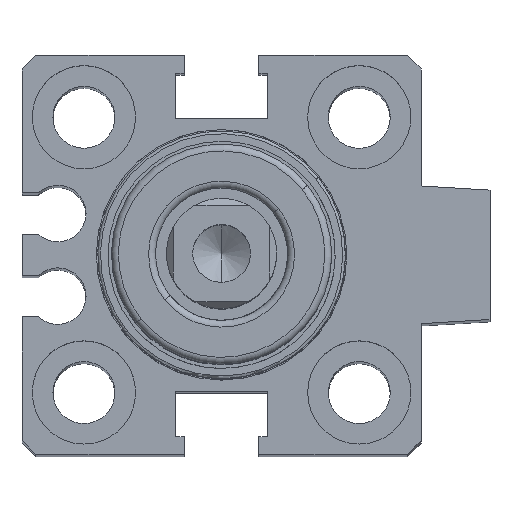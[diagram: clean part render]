
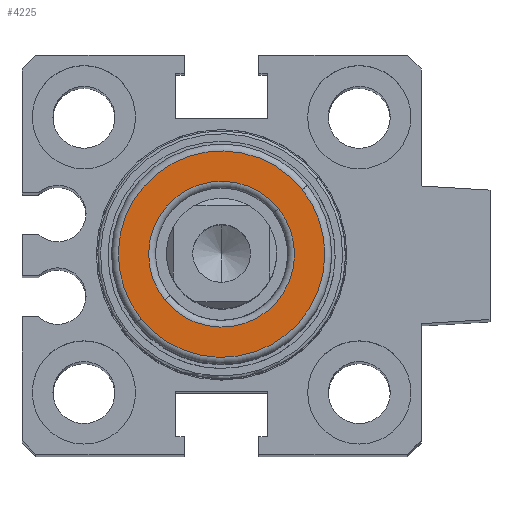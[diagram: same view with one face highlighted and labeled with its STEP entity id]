
A CAD part, top view. The second image highlights one B-rep face of the part: STEP entity #4225.
In plain terms, the highlighted planar face has unit normal (0, 0, 1).
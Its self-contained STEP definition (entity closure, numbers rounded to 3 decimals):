
#4143=AXIS2_PLACEMENT_3D('Circle Axis2P3D',#4141,#4142,$) ;
#4181=AXIS2_PLACEMENT_3D('Circle Axis2P3D',#4179,#4180,$) ;
#4201=AXIS2_PLACEMENT_3D('Plane Axis2P3D',#4198,#4199,#4200) ;
#4209=AXIS2_PLACEMENT_3D('Circle Axis2P3D',#4207,#4208,$) ;
#4218=AXIS2_PLACEMENT_3D('Circle Axis2P3D',#4216,#4217,$) ;
#4141=CARTESIAN_POINT('Axis2P3D Location',(0.,0.,27.25)) ;
#4145=CARTESIAN_POINT('Vertex',(5.855,4.687,27.25)) ;
#4147=CARTESIAN_POINT('Vertex',(-5.855,-4.687,27.25)) ;
#4179=CARTESIAN_POINT('Axis2P3D Location',(0.,0.,27.25)) ;
#4198=CARTESIAN_POINT('Axis2P3D Location',(-4.999,6.246,27.25)) ;
#4207=CARTESIAN_POINT('Axis2P3D Location',(0.,0.,27.25)) ;
#4211=CARTESIAN_POINT('Vertex',(-4.138,-3.312,27.25)) ;
#4213=CARTESIAN_POINT('Vertex',(4.138,3.312,27.25)) ;
#4216=CARTESIAN_POINT('Axis2P3D Location',(0.,0.,27.25)) ;
#4142=DIRECTION('Axis2P3D Direction',(0.,0.,-1.)) ;
#4180=DIRECTION('Axis2P3D Direction',(0.,0.,-1.)) ;
#4199=DIRECTION('Axis2P3D Direction',(0.,0.,-1.)) ;
#4200=DIRECTION('Axis2P3D XDirection',(-0.781,-0.625,0.)) ;
#4208=DIRECTION('Axis2P3D Direction',(0.,0.,-1.)) ;
#4217=DIRECTION('Axis2P3D Direction',(0.,0.,-1.)) ;
#4204=ORIENTED_EDGE('',*,*,#4183,.T.) ;
#4205=ORIENTED_EDGE('',*,*,#4149,.T.) ;
#4222=ORIENTED_EDGE('',*,*,#4215,.T.) ;
#4223=ORIENTED_EDGE('',*,*,#4220,.T.) ;
#4224=FACE_BOUND('',#4221,.T.) ;
#4225=ADVANCED_FACE('SCQ_16_S_TUENKERS',(#4206,#4224),#4202,.F.) ;
#4144=CIRCLE('generated circle',#4143,7.5) ;
#4182=CIRCLE('generated circle',#4181,7.5) ;
#4210=CIRCLE('generated circle',#4209,5.3) ;
#4219=CIRCLE('generated circle',#4218,5.3) ;
#4149=EDGE_CURVE('',#4146,#4148,#4144,.F.) ;
#4183=EDGE_CURVE('',#4148,#4146,#4182,.F.) ;
#4215=EDGE_CURVE('',#4212,#4214,#4210,.T.) ;
#4220=EDGE_CURVE('',#4214,#4212,#4219,.T.) ;
#4203=EDGE_LOOP('',(#4204,#4205)) ;
#4221=EDGE_LOOP('',(#4222,#4223)) ;
#4206=FACE_OUTER_BOUND('',#4203,.T.) ;
#4202=PLANE('Plane',#4201) ;
#4146=VERTEX_POINT('',#4145) ;
#4148=VERTEX_POINT('',#4147) ;
#4212=VERTEX_POINT('',#4211) ;
#4214=VERTEX_POINT('',#4213) ;
